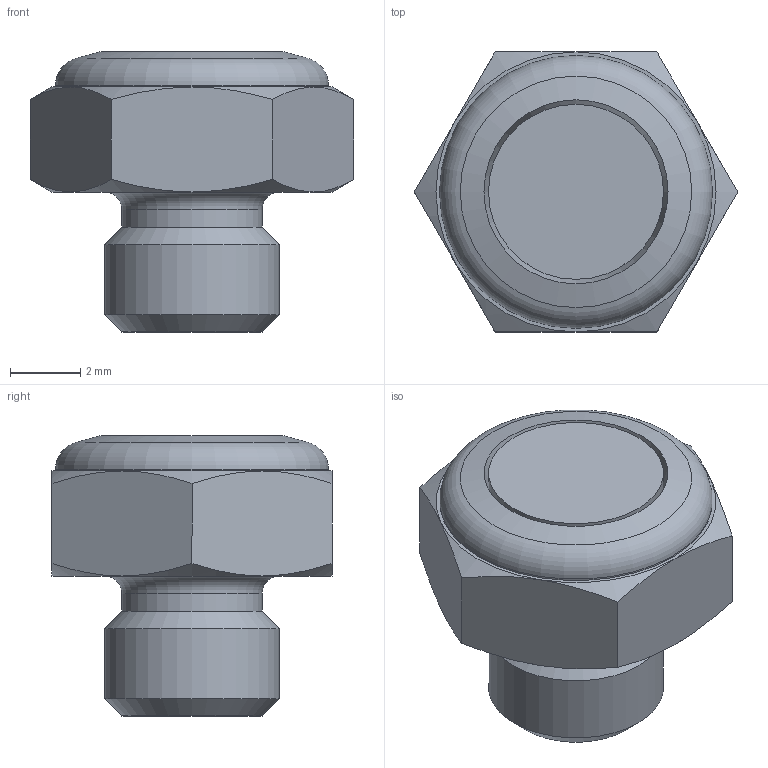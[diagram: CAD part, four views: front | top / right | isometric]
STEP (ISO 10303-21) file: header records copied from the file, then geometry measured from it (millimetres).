
FILE_DESCRIPTION(( 'MV.11X00.M5.STP' ), '1');
FILE_NAME( 'MV.11X00.M5.STP', '2018-10-03T16:43:00',( 'Sopra'),('sopra-pneumatic.com'), 'SwSTEP 2.0','SolidWorks 2009','' );
FILE_SCHEMA (('AUTOMOTIVE_DESIGN { 1 0 10303 214 1 1 1 1 }'));
Length unit declared in the file: millimetre
Products named in the file (4): Root; Metallgeflecht; 303168; DIN 13-M5
Assembly tree (3 placements, depth 3):
  Root
    Metallgeflecht
    303168
      DIN 13-M5
Bounding box: 9.24 x 8 x 8 mm (x, y, z)
Volume: 249.8 mm3; surface area: 581.5 mm2
Topology: 3 solids, 3 shells, 46 faces, 98 edges, 58 vertices
Faces by surface type: cone 21, plane 12, cylinder 9, torus 4
Full cylindrical faces by diameter (mm): 2.5 x1, 4 x1, 4.019 x2, 5 x2, 6.8 x2, 7.8 x1
Entity records: 1836 total; most frequent: DIRECTION 234, CARTESIAN_POINT 170, PRESENTATION_STYLE_ASSIGNMENT 139, COLOUR_RGB 137, DRAUGHTING_PRE_DEFINED_CURVE_FONT 136, CURVE_STYLE 136, OVER_RIDING_STYLED_ITEM 136, ORIENTED_EDGE 136
